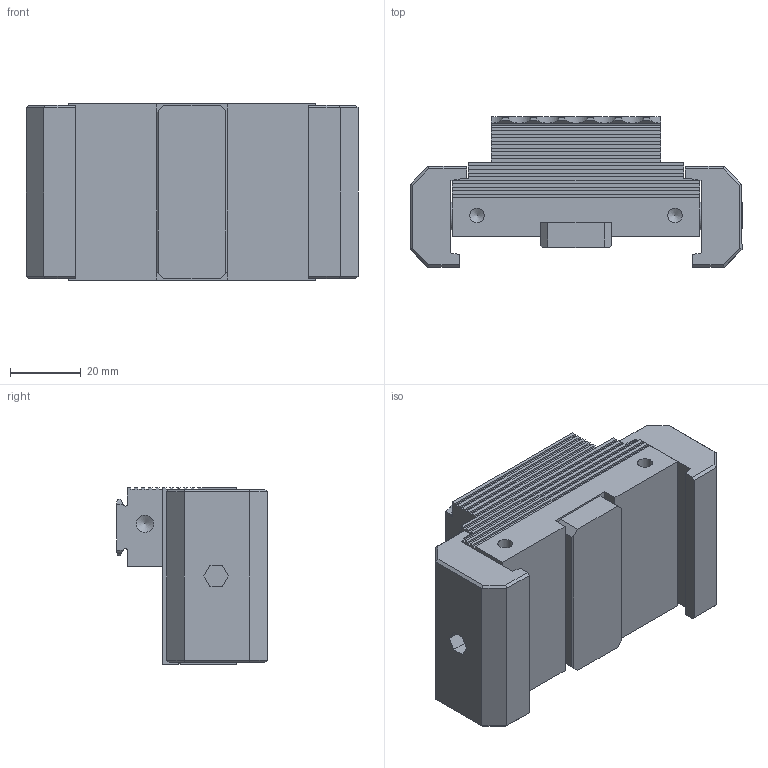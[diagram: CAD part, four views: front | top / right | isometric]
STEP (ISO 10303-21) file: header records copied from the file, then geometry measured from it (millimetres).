
FILE_DESCRIPTION(/* description */ (''),/* implementation_level */ '2;1');
FILE_NAME(/* name */ '300-0048-001-Kunde.stp',/* time_stamp */ '2023-01-20T15:08:55+01:00',/* author */ ('Chiacchiera'),/* organization */ (''),/* preprocessor_version */ 'ST-DEVELOPER v19.2',/* originating_system */ 'Autodesk Inventor 2023',/* authorisation */ '');
FILE_SCHEMA (('AUTOMOTIVE_DESIGN { 1 0 10303 214 3 1 1 }'));
Length unit declared in the file: millimetre
Products named in the file (1): 300-0048-001-Kunde
Bounding box: 94 x 42.64 x 50 mm (x, y, z)
Volume: 116361.9 mm3; surface area: 26432.4 mm2
Topology: 1 solids, 1 shells, 207 faces, 583 edges, 377 vertices
Faces by surface type: plane 168, cylinder 30, cone 9
Full cylindrical faces by diameter (mm): 4.134 x7, 4.917 x2, 8 x2
Entity records: 6842 total; most frequent: CARTESIAN_POINT 1159, ORIENTED_EDGE 1148, DIRECTION 1074, EDGE_CURVE 574, LINE 490, VECTOR 490, VERTEX_POINT 377, AXIS2_PLACEMENT_3D 292
